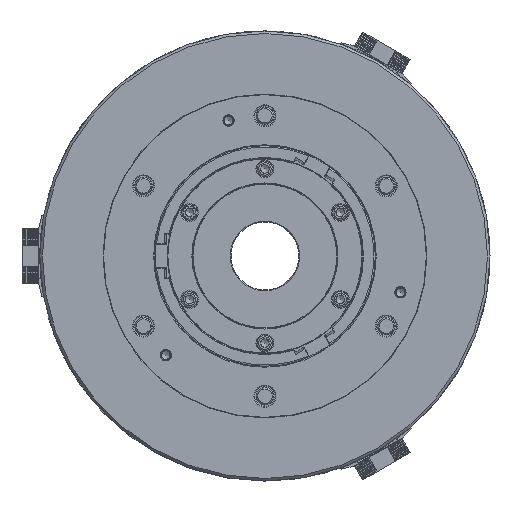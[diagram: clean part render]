
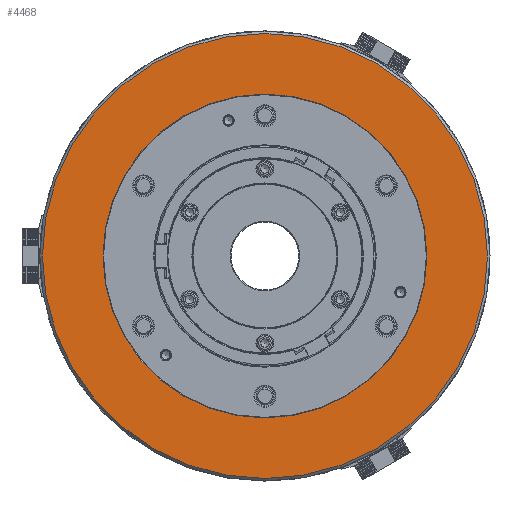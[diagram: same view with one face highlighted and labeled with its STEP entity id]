
A CAD part, left-side view. The second image highlights one B-rep face of the part: STEP entity #4468.
In plain terms, the highlighted planar face has unit normal (-1, 0, 0).
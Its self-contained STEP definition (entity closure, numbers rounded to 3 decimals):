
#4468 = ADVANCED_FACE( '', ( #13294, #13295 ), #13296, .T. );
#13294 = FACE_BOUND( '', #27207, .T. );
#13295 = FACE_OUTER_BOUND( '', #27208, .T. );
#13296 = PLANE( '', #27209 );
#27207 = EDGE_LOOP( '', ( #41616 ) );
#27208 = EDGE_LOOP( '', ( #41617 ) );
#27209 = AXIS2_PLACEMENT_3D( '', #41618, #41619, #41620 );
#41616 = ORIENTED_EDGE( '', *, *, #87859, .T. );
#41617 = ORIENTED_EDGE( '', *, *, #87860, .F. );
#41618 = CARTESIAN_POINT( '', ( -140., 131., -226.899 ) );
#41619 = DIRECTION( '', ( -1., 0., 0. ) );
#41620 = DIRECTION( '', ( 0., 0., 1. ) );
#87859 = EDGE_CURVE( '', #107036, #107036, #107037, .T. );
#87860 = EDGE_CURVE( '', #107038, #107038, #107039, .T. );
#107036 = VERTEX_POINT( '', #135280 );
#107037 = CIRCLE( '', #135281, 190.6 );
#107038 = VERTEX_POINT( '', #135282 );
#107039 = CIRCLE( '', #135283, 262. );
#135280 = CARTESIAN_POINT( '', ( -140., 0., -190.6 ) );
#135281 = AXIS2_PLACEMENT_3D( '', #178184, #178185, #178186 );
#135282 = CARTESIAN_POINT( '', ( -140., 0., -262. ) );
#135283 = AXIS2_PLACEMENT_3D( '', #178187, #178188, #178189 );
#178184 = CARTESIAN_POINT( '', ( -140., 0., 0. ) );
#178185 = DIRECTION( '', ( 1., 0., 0. ) );
#178186 = DIRECTION( '', ( 0., 0., -1. ) );
#178187 = CARTESIAN_POINT( '', ( -140., 0., 0. ) );
#178188 = DIRECTION( '', ( 1., 0., 0. ) );
#178189 = DIRECTION( '', ( 0., 0., -1. ) );
